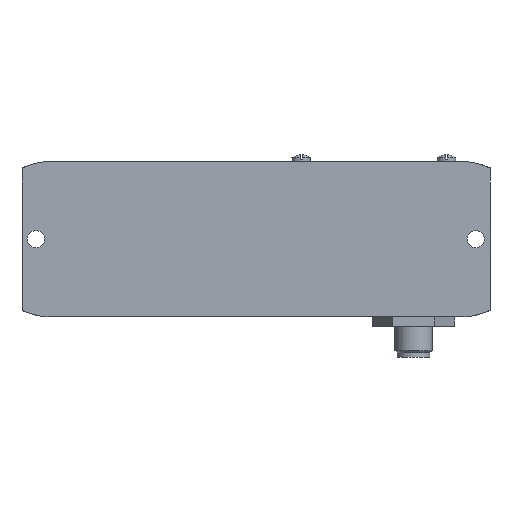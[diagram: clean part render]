
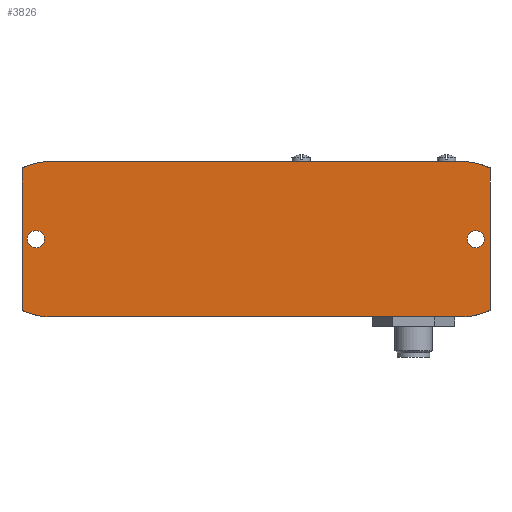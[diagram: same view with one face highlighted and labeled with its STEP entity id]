
A CAD part, front view. The second image highlights one B-rep face of the part: STEP entity #3826.
In plain terms, the highlighted planar face has unit normal (0, -1, 0).
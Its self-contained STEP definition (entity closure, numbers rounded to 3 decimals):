
#61=PLANE('',#4159);
#316=LINE('',#6121,#664);
#352=LINE('',#6212,#700);
#353=LINE('',#6217,#701);
#354=LINE('',#6221,#702);
#664=VECTOR('',#4813,1000.);
#700=VECTOR('',#4891,1000.);
#701=VECTOR('',#4896,1000.);
#702=VECTOR('',#4899,1000.);
#1234=ORIENTED_EDGE('',*,*,#2267,.T.);
#1235=ORIENTED_EDGE('',*,*,#2268,.T.);
#1236=ORIENTED_EDGE('',*,*,#2269,.F.);
#1237=ORIENTED_EDGE('',*,*,#2270,.T.);
#1238=ORIENTED_EDGE('',*,*,#2271,.F.);
#1239=ORIENTED_EDGE('',*,*,#2224,.T.);
#1240=ORIENTED_EDGE('',*,*,#2272,.F.);
#1241=ORIENTED_EDGE('',*,*,#2273,.F.);
#1242=ORIENTED_EDGE('',*,*,#2274,.F.);
#1243=ORIENTED_EDGE('',*,*,#2275,.F.);
#2224=EDGE_CURVE('',#2741,#2740,#316,.T.);
#2267=EDGE_CURVE('',#2771,#2771,#3040,.T.);
#2268=EDGE_CURVE('',#2772,#2772,#3041,.T.);
#2269=EDGE_CURVE('',#2773,#2774,#3042,.T.);
#2270=EDGE_CURVE('',#2773,#2775,#352,.T.);
#2271=EDGE_CURVE('',#2741,#2775,#3043,.T.);
#2272=EDGE_CURVE('',#2776,#2740,#3044,.T.);
#2273=EDGE_CURVE('',#2777,#2776,#353,.T.);
#2274=EDGE_CURVE('',#2778,#2777,#3045,.T.);
#2275=EDGE_CURVE('',#2774,#2778,#354,.T.);
#2740=VERTEX_POINT('',#6120);
#2741=VERTEX_POINT('',#6122);
#2771=VERTEX_POINT('',#6206);
#2772=VERTEX_POINT('',#6208);
#2773=VERTEX_POINT('',#6210);
#2774=VERTEX_POINT('',#6211);
#2775=VERTEX_POINT('',#6213);
#2776=VERTEX_POINT('',#6216);
#2777=VERTEX_POINT('',#6218);
#2778=VERTEX_POINT('',#6220);
#3040=CIRCLE('',#4160,2.75);
#3041=CIRCLE('',#4161,2.75);
#3042=CIRCLE('',#4162,21.);
#3043=CIRCLE('',#4163,21.);
#3044=CIRCLE('',#4164,21.);
#3045=CIRCLE('',#4165,21.);
#3198=EDGE_LOOP('',(#1234));
#3199=EDGE_LOOP('',(#1235));
#3200=EDGE_LOOP('',(#1236,#1237,#1238,#1239,#1240,#1241,#1242,#1243));
#3489=FACE_BOUND('',#3198,.T.);
#3490=FACE_BOUND('',#3199,.T.);
#3491=FACE_BOUND('',#3200,.T.);
#3826=ADVANCED_FACE('',(#3489,#3490,#3491),#61,.T.);
#4159=AXIS2_PLACEMENT_3D('',#6204,#4883,#4884);
#4160=AXIS2_PLACEMENT_3D('',#6205,#4885,#4886);
#4161=AXIS2_PLACEMENT_3D('',#6207,#4887,#4888);
#4162=AXIS2_PLACEMENT_3D('',#6209,#4889,#4890);
#4163=AXIS2_PLACEMENT_3D('',#6214,#4892,#4893);
#4164=AXIS2_PLACEMENT_3D('',#6215,#4894,#4895);
#4165=AXIS2_PLACEMENT_3D('',#6219,#4897,#4898);
#4813=DIRECTION('',(0.,0.,1.));
#4883=DIRECTION('',(0.,-1.,0.));
#4884=DIRECTION('',(0.,0.,-1.));
#4885=DIRECTION('',(0.,1.,0.));
#4886=DIRECTION('',(1.,0.,0.));
#4887=DIRECTION('',(0.,1.,0.));
#4888=DIRECTION('',(1.,0.,0.));
#4889=DIRECTION('',(0.,1.,0.));
#4890=DIRECTION('',(1.,0.,0.));
#4891=DIRECTION('',(1.,0.,0.));
#4892=DIRECTION('',(0.,1.,0.));
#4893=DIRECTION('',(1.,0.,0.));
#4894=DIRECTION('',(0.,1.,0.));
#4895=DIRECTION('',(1.,0.,0.));
#4896=DIRECTION('',(1.,0.,0.));
#4897=DIRECTION('',(0.,1.,0.));
#4898=DIRECTION('',(1.,0.,0.));
#4899=DIRECTION('',(0.,0.,1.));
#6120=CARTESIAN_POINT('',(100.6,0.,-2.074));
#6121=CARTESIAN_POINT('',(100.6,0.,-50.));
#6122=CARTESIAN_POINT('',(100.6,0.,-47.926));
#6204=CARTESIAN_POINT('',(-50.,0.,-50.));
#6205=CARTESIAN_POINT('',(96.,0.,-25.));
#6206=CARTESIAN_POINT('',(98.75,0.,-25.));
#6207=CARTESIAN_POINT('',(-45.5,0.,-25.));
#6208=CARTESIAN_POINT('',(-42.75,0.,-25.));
#6209=CARTESIAN_POINT('',(-40.9,0.,-29.));
#6210=CARTESIAN_POINT('',(-40.9,0.,-50.));
#6211=CARTESIAN_POINT('',(-50.,0.,-47.926));
#6212=CARTESIAN_POINT('',(-50.,0.,-50.));
#6213=CARTESIAN_POINT('',(91.5,0.,-50.));
#6214=CARTESIAN_POINT('',(91.5,0.,-29.));
#6215=CARTESIAN_POINT('',(91.5,0.,-21.));
#6216=CARTESIAN_POINT('',(91.5,0.,0.));
#6217=CARTESIAN_POINT('',(-50.,0.,0.));
#6218=CARTESIAN_POINT('',(-40.9,0.,0.));
#6219=CARTESIAN_POINT('',(-40.9,0.,-21.));
#6220=CARTESIAN_POINT('',(-50.,0.,-2.074));
#6221=CARTESIAN_POINT('',(-50.,0.,-50.));
